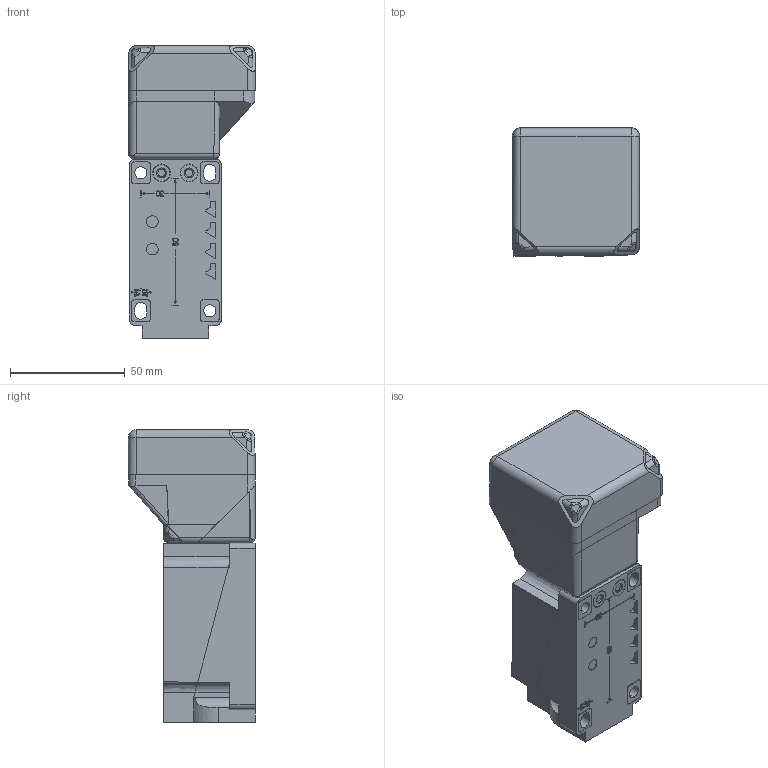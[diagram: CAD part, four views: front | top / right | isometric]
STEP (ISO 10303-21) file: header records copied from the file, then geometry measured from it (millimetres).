
FILE_DESCRIPTION((''),'2;1');
FILE_NAME('CAD1727_SW0001','2012-03-08T',('dhelisch'),(''),'PRO/ENGINEER BY PARAMETRIC TECHNOLOGY CORPORATION, 2007250','PRO/ENGINEER BY PARAMETRIC TECHNOLOGY CORPORATION, 2007250','');
FILE_SCHEMA(('CONFIG_CONTROL_DESIGN'));
Length unit declared in the file: millimetre
Products named in the file (1): CAD1727_SW0001
Bounding box: 55.28 x 55.58 x 127.43 mm (x, y, z)
Surface area: 40703.4 mm2 (no closed solid volume)
Topology: 0 solids, 17 shells, 717 faces, 2215 edges, 1568 vertices
Faces by surface type: plane 556, cylinder 117, bspline 20, sphere 10, cone 6, revolution 4, extrusion 4
Entity records: 32180 total; most frequent: CARTESIAN_POINT 7557, ORIENTED_EDGE 3950, DIRECTION 3696, EDGE_CURVE 2148, VECTOR 1802, LINE 1798, VERTEX_POINT 1440, AXIS2_PLACEMENT_3D 945
